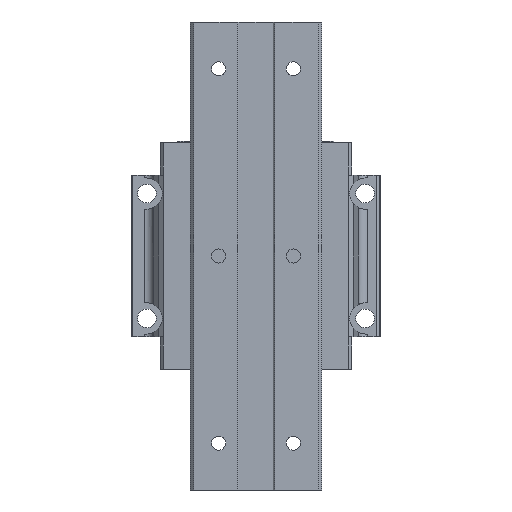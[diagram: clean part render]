
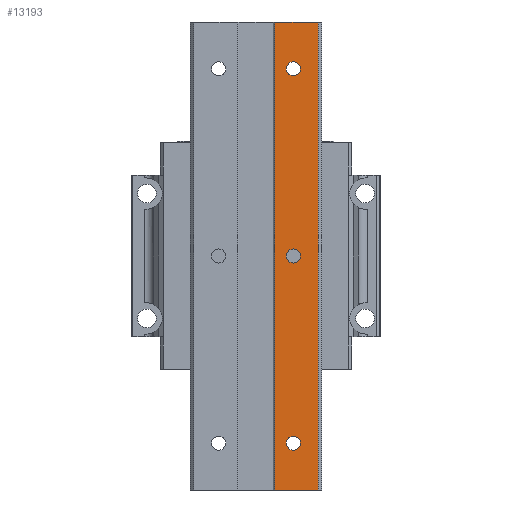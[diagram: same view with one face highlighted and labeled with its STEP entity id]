
A CAD part, front view. The second image highlights one B-rep face of the part: STEP entity #13193.
In plain terms, the highlighted planar face has unit normal (0, -1, 0).
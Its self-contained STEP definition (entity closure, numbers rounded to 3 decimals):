
#11869=DIRECTION('',(-1.,0.,0.));
#11870=VECTOR('',#11869,14.);
#11871=CARTESIAN_POINT('',(20.,-15.,-111.4));
#11872=LINE('',#11871,#11870);
#11873=DIRECTION('',(0.,0.,-1.));
#11874=VECTOR('',#11873,150.);
#11875=CARTESIAN_POINT('',(20.,-15.,38.6));
#11876=LINE('',#11875,#11874);
#11877=CARTESIAN_POINT('',(12.,-15.,-96.4));
#11878=DIRECTION('',(0.,-1.,0.));
#11879=DIRECTION('',(-1.,0.,0.));
#11880=AXIS2_PLACEMENT_3D('',#11877,#11878,#11879);
#11882=CARTESIAN_POINT('',(12.,-15.,-96.4));
#11883=DIRECTION('',(0.,-1.,0.));
#11884=DIRECTION('',(1.,0.,0.));
#11885=AXIS2_PLACEMENT_3D('',#11882,#11883,#11884);
#11887=CARTESIAN_POINT('',(12.,-15.,-36.4));
#11888=DIRECTION('',(0.,-1.,0.));
#11889=DIRECTION('',(-1.,0.,0.));
#11890=AXIS2_PLACEMENT_3D('',#11887,#11888,#11889);
#11892=CARTESIAN_POINT('',(12.,-15.,-36.4));
#11893=DIRECTION('',(0.,-1.,0.));
#11894=DIRECTION('',(1.,0.,0.));
#11895=AXIS2_PLACEMENT_3D('',#11892,#11893,#11894);
#11897=CARTESIAN_POINT('',(12.,-15.,23.6));
#11898=DIRECTION('',(0.,-1.,0.));
#11899=DIRECTION('',(-1.,0.,0.));
#11900=AXIS2_PLACEMENT_3D('',#11897,#11898,#11899);
#11902=CARTESIAN_POINT('',(12.,-15.,23.6));
#11903=DIRECTION('',(0.,-1.,0.));
#11904=DIRECTION('',(1.,0.,0.));
#11905=AXIS2_PLACEMENT_3D('',#11902,#11903,#11904);
#11907=DIRECTION('',(0.,0.,-1.));
#11908=VECTOR('',#11907,150.);
#11909=CARTESIAN_POINT('',(6.,-15.,38.6));
#11910=LINE('',#11909,#11908);
#12115=DIRECTION('',(-1.,0.,0.));
#12116=VECTOR('',#12115,14.);
#12117=CARTESIAN_POINT('',(20.,-15.,38.6));
#12118=LINE('',#12117,#12116);
#12373=CARTESIAN_POINT('',(6.,-15.,-111.4));
#12374=VERTEX_POINT('',#12373);
#12375=CARTESIAN_POINT('',(20.,-15.,-111.4));
#12376=VERTEX_POINT('',#12375);
#12521=CARTESIAN_POINT('',(20.,-15.,38.6));
#12522=VERTEX_POINT('',#12521);
#12523=CARTESIAN_POINT('',(6.,-15.,38.6));
#12524=VERTEX_POINT('',#12523);
#12525=CARTESIAN_POINT('',(9.75,-15.,-96.4));
#12526=CARTESIAN_POINT('',(14.25,-15.,-96.4));
#12527=VERTEX_POINT('',#12525);
#12528=VERTEX_POINT('',#12526);
#12529=CARTESIAN_POINT('',(9.75,-15.,-36.4));
#12530=CARTESIAN_POINT('',(14.25,-15.,-36.4));
#12531=VERTEX_POINT('',#12529);
#12532=VERTEX_POINT('',#12530);
#12533=CARTESIAN_POINT('',(9.75,-15.,23.6));
#12534=CARTESIAN_POINT('',(14.25,-15.,23.6));
#12535=VERTEX_POINT('',#12533);
#12536=VERTEX_POINT('',#12534);
#13162=CARTESIAN_POINT('',(6.,-15.,-111.4));
#13163=DIRECTION('',(0.,-1.,0.));
#13164=DIRECTION('',(1.,0.,0.));
#13165=AXIS2_PLACEMENT_3D('',#13162,#13163,#13164);
#13166=PLANE('',#13165);
#13167=ORIENTED_EDGE('',*,*,#12626,.T.);
#13169=ORIENTED_EDGE('',*,*,#13168,.F.);
#13171=ORIENTED_EDGE('',*,*,#13170,.F.);
#13172=ORIENTED_EDGE('',*,*,#13154,.T.);
#13173=EDGE_LOOP('',(#13167,#13169,#13171,#13172));
#13174=FACE_OUTER_BOUND('',#13173,.F.);
#13176=ORIENTED_EDGE('',*,*,#13175,.T.);
#13178=ORIENTED_EDGE('',*,*,#13177,.T.);
#13179=EDGE_LOOP('',(#13176,#13178));
#13180=FACE_BOUND('',#13179,.F.);
#13182=ORIENTED_EDGE('',*,*,#13181,.T.);
#13184=ORIENTED_EDGE('',*,*,#13183,.T.);
#13185=EDGE_LOOP('',(#13182,#13184));
#13186=FACE_BOUND('',#13185,.F.);
#13188=ORIENTED_EDGE('',*,*,#13187,.T.);
#13190=ORIENTED_EDGE('',*,*,#13189,.T.);
#13191=EDGE_LOOP('',(#13188,#13190));
#13192=FACE_BOUND('',#13191,.F.);
#13193=ADVANCED_FACE('',(#13174,#13180,#13186,#13192),#13166,.T.);
#11881=CIRCLE('',#11880,2.25);
#11886=CIRCLE('',#11885,2.25);
#11891=CIRCLE('',#11890,2.25);
#11896=CIRCLE('',#11895,2.25);
#11901=CIRCLE('',#11900,2.25);
#11906=CIRCLE('',#11905,2.25);
#12626=EDGE_CURVE('',#12376,#12374,#11872,.T.);
#13154=EDGE_CURVE('',#12522,#12376,#11876,.T.);
#13168=EDGE_CURVE('',#12524,#12374,#11910,.T.);
#13170=EDGE_CURVE('',#12522,#12524,#12118,.T.);
#13175=EDGE_CURVE('',#12527,#12528,#11881,.T.);
#13177=EDGE_CURVE('',#12528,#12527,#11886,.T.);
#13181=EDGE_CURVE('',#12531,#12532,#11891,.T.);
#13183=EDGE_CURVE('',#12532,#12531,#11896,.T.);
#13187=EDGE_CURVE('',#12535,#12536,#11901,.T.);
#13189=EDGE_CURVE('',#12536,#12535,#11906,.T.);
